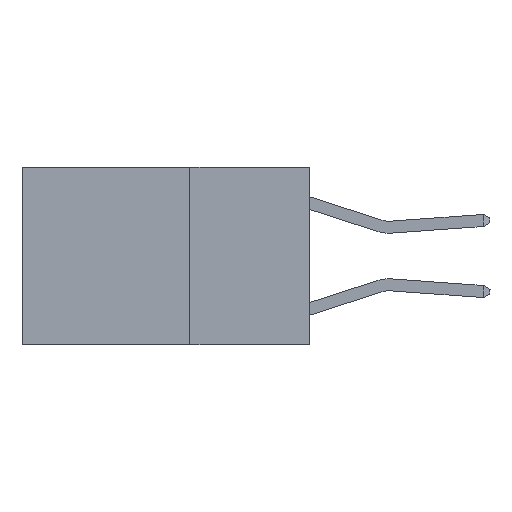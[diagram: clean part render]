
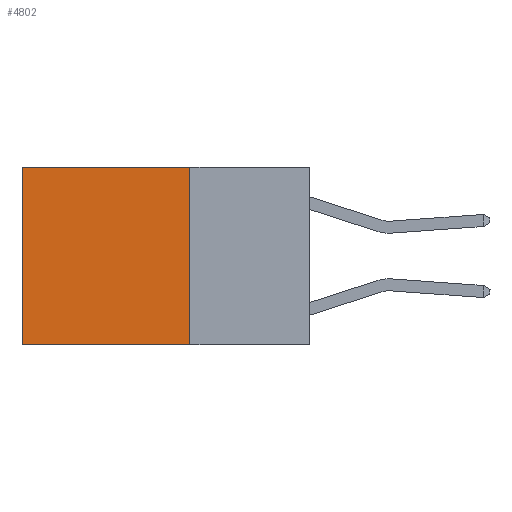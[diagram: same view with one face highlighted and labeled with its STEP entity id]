
A CAD part, left-side view. The second image highlights one B-rep face of the part: STEP entity #4802.
In plain terms, the highlighted planar face has unit normal (-1, 0, 0).
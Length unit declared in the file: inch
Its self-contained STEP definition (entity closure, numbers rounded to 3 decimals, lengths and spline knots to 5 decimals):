
#663 = LINE ( 'NONE', #12676, #9055 ) ;
#802 = CARTESIAN_POINT ( 'NONE',  ( 0.2625, 0.6, 0. ) ) ;
#1164 = VERTEX_POINT ( 'NONE', #5441 ) ;
#1550 = VECTOR ( 'NONE', #11579, 39.37008 ) ;
#1619 = CARTESIAN_POINT ( 'NONE',  ( 0.2625, 0.25, -0.37 ) ) ;
#1694 = ORIENTED_EDGE ( 'NONE', *, *, #3104, .F. ) ;
#3104 = EDGE_CURVE ( 'NONE', #8616, #9883, #11824, .T. ) ;
#4002 = DIRECTION ( 'NONE',  ( 0., 1., 0. ) ) ;
#4611 = AXIS2_PLACEMENT_3D ( 'NONE', #11056, #5717, #16743 ) ;
#4802 = ADVANCED_FACE ( 'NONE', ( #16660 ), #7047, .F. ) ;
#4991 = LINE ( 'NONE', #9681, #8059 ) ;
#5441 = CARTESIAN_POINT ( 'NONE',  ( 0.2625, 0.6, -0.37 ) ) ;
#5465 = CARTESIAN_POINT ( 'NONE',  ( 0.2625, 0.6, 0. ) ) ;
#5717 = DIRECTION ( 'NONE',  ( 1., 0., 0. ) ) ;
#6350 = EDGE_CURVE ( 'NONE', #16499, #1164, #13007, .T. ) ;
#6411 = DIRECTION ( 'NONE',  ( 0., 0., -1. ) ) ;
#6497 = CARTESIAN_POINT ( 'NONE',  ( 0.2625, 0.25, 0. ) ) ;
#7047 = PLANE ( 'NONE',  #4611 ) ;
#7054 = VECTOR ( 'NONE', #6411, 39.37008 ) ;
#8059 = VECTOR ( 'NONE', #4002, 39.37008 ) ;
#8616 = VERTEX_POINT ( 'NONE', #15555 ) ;
#9055 = VECTOR ( 'NONE', #12590, 39.37008 ) ;
#9681 = CARTESIAN_POINT ( 'NONE',  ( 0.2625, 0.25, 0. ) ) ;
#9883 = VERTEX_POINT ( 'NONE', #1619 ) ;
#10763 = EDGE_CURVE ( 'NONE', #9883, #1164, #663, .T. ) ;
#11056 = CARTESIAN_POINT ( 'NONE',  ( 0.2625, 0.25, 0. ) ) ;
#11579 = DIRECTION ( 'NONE',  ( 0., 0., -1. ) ) ;
#11824 = LINE ( 'NONE', #6497, #7054 ) ;
#12590 = DIRECTION ( 'NONE',  ( 0., 1., 0. ) ) ;
#12676 = CARTESIAN_POINT ( 'NONE',  ( 0.2625, 0.25, -0.37 ) ) ;
#12892 = ORIENTED_EDGE ( 'NONE', *, *, #6350, .T. ) ;
#13007 = LINE ( 'NONE', #802, #1550 ) ;
#14434 = ORIENTED_EDGE ( 'NONE', *, *, #10763, .F. ) ;
#14674 = EDGE_LOOP ( 'NONE', ( #12892, #14434, #1694, #16365 ) ) ;
#15489 = EDGE_CURVE ( 'NONE', #8616, #16499, #4991, .T. ) ;
#15555 = CARTESIAN_POINT ( 'NONE',  ( 0.2625, 0.25, 0. ) ) ;
#16365 = ORIENTED_EDGE ( 'NONE', *, *, #15489, .T. ) ;
#16499 = VERTEX_POINT ( 'NONE', #5465 ) ;
#16660 = FACE_OUTER_BOUND ( 'NONE', #14674, .T. ) ;
#16743 = DIRECTION ( 'NONE',  ( 0., 0., -1. ) ) ;
